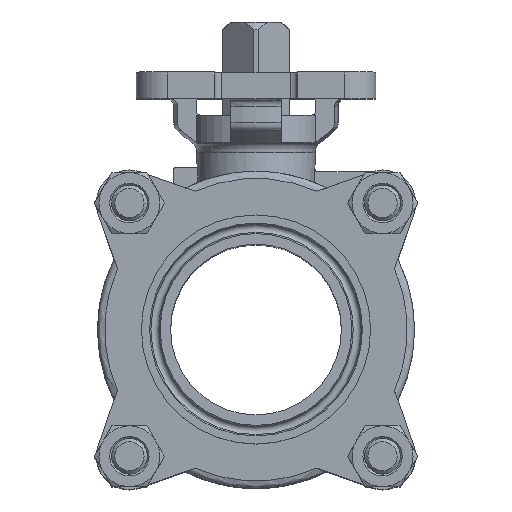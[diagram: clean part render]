
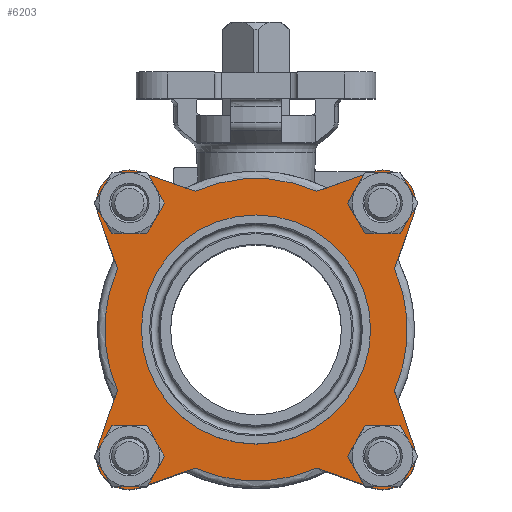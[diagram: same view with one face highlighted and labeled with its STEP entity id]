
A CAD part, top view. The second image highlights one B-rep face of the part: STEP entity #6203.
In plain terms, the highlighted planar face has unit normal (0, 0, 1).
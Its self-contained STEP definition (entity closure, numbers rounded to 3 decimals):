
#277=LINE('',#10650,#555);
#278=LINE('',#10654,#556);
#279=LINE('',#10655,#557);
#280=LINE('',#10659,#558);
#281=LINE('',#10660,#559);
#282=LINE('',#10664,#560);
#283=LINE('',#10665,#561);
#284=LINE('',#10669,#562);
#555=VECTOR('',#8014,1000.);
#556=VECTOR('',#8017,1000.);
#557=VECTOR('',#8018,1000.);
#558=VECTOR('',#8021,1000.);
#559=VECTOR('',#8022,1000.);
#560=VECTOR('',#8025,1000.);
#561=VECTOR('',#8026,1000.);
#562=VECTOR('',#8029,1000.);
#1702=ORIENTED_EDGE('',*,*,#3464,.F.);
#1703=ORIENTED_EDGE('',*,*,#3465,.F.);
#1704=ORIENTED_EDGE('',*,*,#3466,.F.);
#1705=ORIENTED_EDGE('',*,*,#3467,.F.);
#1706=ORIENTED_EDGE('',*,*,#3468,.F.);
#1707=ORIENTED_EDGE('',*,*,#3469,.T.);
#1708=ORIENTED_EDGE('',*,*,#3470,.T.);
#1709=ORIENTED_EDGE('',*,*,#3471,.T.);
#1710=ORIENTED_EDGE('',*,*,#3156,.F.);
#1711=ORIENTED_EDGE('',*,*,#3472,.T.);
#1712=ORIENTED_EDGE('',*,*,#3473,.T.);
#1713=ORIENTED_EDGE('',*,*,#3474,.T.);
#1714=ORIENTED_EDGE('',*,*,#3162,.F.);
#1715=ORIENTED_EDGE('',*,*,#3475,.T.);
#1716=ORIENTED_EDGE('',*,*,#3476,.T.);
#1717=ORIENTED_EDGE('',*,*,#3477,.T.);
#1718=ORIENTED_EDGE('',*,*,#3166,.F.);
#1719=ORIENTED_EDGE('',*,*,#3478,.T.);
#1720=ORIENTED_EDGE('',*,*,#3479,.T.);
#1721=ORIENTED_EDGE('',*,*,#3480,.T.);
#1722=ORIENTED_EDGE('',*,*,#3481,.T.);
#3156=EDGE_CURVE('',#4037,#4039,#4580,.T.);
#3162=EDGE_CURVE('',#4044,#4042,#4583,.T.);
#3166=EDGE_CURVE('',#4048,#4046,#4585,.T.);
#3464=EDGE_CURVE('',#4275,#4275,#4699,.T.);
#3465=EDGE_CURVE('',#4276,#4276,#4700,.T.);
#3466=EDGE_CURVE('',#4277,#4277,#4701,.T.);
#3467=EDGE_CURVE('',#4278,#4278,#4702,.T.);
#3468=EDGE_CURVE('',#4279,#4280,#4703,.T.);
#3469=EDGE_CURVE('',#4279,#4281,#277,.T.);
#3470=EDGE_CURVE('',#4281,#4282,#4704,.T.);
#3471=EDGE_CURVE('',#4282,#4039,#278,.T.);
#3472=EDGE_CURVE('',#4037,#4283,#279,.T.);
#3473=EDGE_CURVE('',#4283,#4284,#4705,.T.);
#3474=EDGE_CURVE('',#4284,#4042,#280,.T.);
#3475=EDGE_CURVE('',#4044,#4285,#281,.T.);
#3476=EDGE_CURVE('',#4285,#4286,#4706,.T.);
#3477=EDGE_CURVE('',#4286,#4046,#282,.T.);
#3478=EDGE_CURVE('',#4048,#4287,#283,.T.);
#3479=EDGE_CURVE('',#4287,#4288,#4707,.T.);
#3480=EDGE_CURVE('',#4288,#4280,#284,.T.);
#3481=EDGE_CURVE('',#4289,#4289,#4708,.T.);
#4037=VERTEX_POINT('',#9763);
#4039=VERTEX_POINT('',#9766);
#4042=VERTEX_POINT('',#9783);
#4044=VERTEX_POINT('',#9792);
#4046=VERTEX_POINT('',#9802);
#4048=VERTEX_POINT('',#9811);
#4275=VERTEX_POINT('',#10640);
#4276=VERTEX_POINT('',#10642);
#4277=VERTEX_POINT('',#10644);
#4278=VERTEX_POINT('',#10646);
#4279=VERTEX_POINT('',#10648);
#4280=VERTEX_POINT('',#10649);
#4281=VERTEX_POINT('',#10651);
#4282=VERTEX_POINT('',#10653);
#4283=VERTEX_POINT('',#10656);
#4284=VERTEX_POINT('',#10658);
#4285=VERTEX_POINT('',#10661);
#4286=VERTEX_POINT('',#10663);
#4287=VERTEX_POINT('',#10666);
#4288=VERTEX_POINT('',#10668);
#4289=VERTEX_POINT('',#10671);
#4580=CIRCLE('',#6632,42.25);
#4583=CIRCLE('',#6636,42.25);
#4585=CIRCLE('',#6639,42.25);
#4699=CIRCLE('',#6812,8.);
#4700=CIRCLE('',#6813,8.);
#4701=CIRCLE('',#6814,8.);
#4702=CIRCLE('',#6815,8.);
#4703=CIRCLE('',#6816,42.25);
#4704=CIRCLE('',#6817,9.25);
#4705=CIRCLE('',#6818,9.25);
#4706=CIRCLE('',#6819,9.25);
#4707=CIRCLE('',#6820,9.25);
#4708=CIRCLE('',#6821,30.35);
#5007=EDGE_LOOP('',(#1702));
#5008=EDGE_LOOP('',(#1703));
#5009=EDGE_LOOP('',(#1704));
#5010=EDGE_LOOP('',(#1705));
#5011=EDGE_LOOP('',(#1706,#1707,#1708,#1709,#1710,#1711,#1712,#1713,#1714,
#1715,#1716,#1717,#1718,#1719,#1720,#1721));
#5012=EDGE_LOOP('',(#1722));
#5540=FACE_BOUND('',#5007,.T.);
#5541=FACE_BOUND('',#5008,.T.);
#5542=FACE_BOUND('',#5009,.T.);
#5543=FACE_BOUND('',#5010,.T.);
#5544=FACE_BOUND('',#5011,.T.);
#5545=FACE_BOUND('',#5012,.T.);
#5951=PLANE('',#6811);
#6203=ADVANCED_FACE('',(#5540,#5541,#5542,#5543,#5544,#5545),#5951,.F.);
#6632=AXIS2_PLACEMENT_3D('',#9765,#7536,#7537);
#6636=AXIS2_PLACEMENT_3D('',#9793,#7544,#7545);
#6639=AXIS2_PLACEMENT_3D('',#9812,#7550,#7551);
#6811=AXIS2_PLACEMENT_3D('',#10638,#8002,#8003);
#6812=AXIS2_PLACEMENT_3D('',#10639,#8004,#8005);
#6813=AXIS2_PLACEMENT_3D('',#10641,#8006,#8007);
#6814=AXIS2_PLACEMENT_3D('',#10643,#8008,#8009);
#6815=AXIS2_PLACEMENT_3D('',#10645,#8010,#8011);
#6816=AXIS2_PLACEMENT_3D('',#10647,#8012,#8013);
#6817=AXIS2_PLACEMENT_3D('',#10652,#8015,#8016);
#6818=AXIS2_PLACEMENT_3D('',#10657,#8019,#8020);
#6819=AXIS2_PLACEMENT_3D('',#10662,#8023,#8024);
#6820=AXIS2_PLACEMENT_3D('',#10667,#8027,#8028);
#6821=AXIS2_PLACEMENT_3D('',#10670,#8030,#8031);
#7536=DIRECTION('',(0.,0.,-1.));
#7537=DIRECTION('',(-1.,0.,0.));
#7544=DIRECTION('',(0.,0.,-1.));
#7545=DIRECTION('',(-1.,0.,0.));
#7550=DIRECTION('',(0.,0.,-1.));
#7551=DIRECTION('',(-1.,0.,0.));
#8002=DIRECTION('',(0.,0.,-1.));
#8003=DIRECTION('',(-1.,0.,0.));
#8004=DIRECTION('',(0.,0.,1.));
#8005=DIRECTION('',(1.,0.,0.));
#8006=DIRECTION('',(0.,0.,1.));
#8007=DIRECTION('',(1.,0.,0.));
#8008=DIRECTION('',(0.,0.,1.));
#8009=DIRECTION('',(1.,0.,0.));
#8010=DIRECTION('',(0.,0.,1.));
#8011=DIRECTION('',(1.,0.,0.));
#8012=DIRECTION('',(0.,0.,-1.));
#8013=DIRECTION('',(-1.,0.,0.));
#8014=DIRECTION('',(-0.943,0.334,0.));
#8015=DIRECTION('',(0.,0.,1.));
#8016=DIRECTION('',(1.,0.,0.));
#8017=DIRECTION('',(0.334,-0.943,0.));
#8018=DIRECTION('',(-0.334,-0.943,0.));
#8019=DIRECTION('',(0.,0.,1.));
#8020=DIRECTION('',(1.,0.,0.));
#8021=DIRECTION('',(0.943,0.334,0.));
#8022=DIRECTION('',(0.943,-0.334,0.));
#8023=DIRECTION('',(0.,0.,1.));
#8024=DIRECTION('',(1.,0.,0.));
#8025=DIRECTION('',(-0.334,0.943,0.));
#8026=DIRECTION('',(0.334,0.943,0.));
#8027=DIRECTION('',(0.,0.,1.));
#8028=DIRECTION('',(1.,0.,0.));
#8029=DIRECTION('',(-0.943,-0.334,0.));
#8030=DIRECTION('',(0.,0.,-1.));
#8031=DIRECTION('',(-1.,0.,0.));
#9763=CARTESIAN_POINT('',(-38.673,-17.014,45.8));
#9765=CARTESIAN_POINT('',(0.,0.,45.8));
#9766=CARTESIAN_POINT('',(-38.673,17.014,45.8));
#9783=CARTESIAN_POINT('',(-17.014,-38.673,45.8));
#9792=CARTESIAN_POINT('',(17.014,-38.673,45.8));
#9793=CARTESIAN_POINT('',(0.,0.,45.8));
#9802=CARTESIAN_POINT('',(38.673,-17.014,45.8));
#9811=CARTESIAN_POINT('',(38.673,17.014,45.8));
#9812=CARTESIAN_POINT('',(0.,0.,45.8));
#10638=CARTESIAN_POINT('',(0.,0.,45.8));
#10639=CARTESIAN_POINT('',(35.355,-35.355,45.8));
#10640=CARTESIAN_POINT('',(43.355,-35.355,45.8));
#10641=CARTESIAN_POINT('',(-35.355,-35.355,45.8));
#10642=CARTESIAN_POINT('',(-27.355,-35.355,45.8));
#10643=CARTESIAN_POINT('',(-35.355,35.355,45.8));
#10644=CARTESIAN_POINT('',(-27.355,35.355,45.8));
#10645=CARTESIAN_POINT('',(35.355,35.355,45.8));
#10646=CARTESIAN_POINT('',(43.355,35.355,45.8));
#10647=CARTESIAN_POINT('',(0.,0.,45.8));
#10648=CARTESIAN_POINT('',(-17.014,38.673,45.8));
#10649=CARTESIAN_POINT('',(17.014,38.673,45.8));
#10650=CARTESIAN_POINT('',(0.,32.648,45.8));
#10651=CARTESIAN_POINT('',(-32.268,44.075,45.8));
#10652=CARTESIAN_POINT('',(-35.355,35.355,45.8));
#10653=CARTESIAN_POINT('',(-44.075,32.268,45.8));
#10654=CARTESIAN_POINT('',(-44.075,32.268,45.8));
#10655=CARTESIAN_POINT('',(-32.648,0.,45.8));
#10656=CARTESIAN_POINT('',(-44.075,-32.268,45.8));
#10657=CARTESIAN_POINT('',(-35.355,-35.355,45.8));
#10658=CARTESIAN_POINT('',(-32.268,-44.075,45.8));
#10659=CARTESIAN_POINT('',(-32.268,-44.075,45.8));
#10660=CARTESIAN_POINT('',(0.,-32.648,45.8));
#10661=CARTESIAN_POINT('',(32.268,-44.075,45.8));
#10662=CARTESIAN_POINT('',(35.355,-35.355,45.8));
#10663=CARTESIAN_POINT('',(44.075,-32.268,45.8));
#10664=CARTESIAN_POINT('',(44.075,-32.268,45.8));
#10665=CARTESIAN_POINT('',(32.648,0.,45.8));
#10666=CARTESIAN_POINT('',(44.075,32.268,45.8));
#10667=CARTESIAN_POINT('',(35.355,35.355,45.8));
#10668=CARTESIAN_POINT('',(32.268,44.075,45.8));
#10669=CARTESIAN_POINT('',(32.268,44.075,45.8));
#10670=CARTESIAN_POINT('',(0.,0.,45.8));
#10671=CARTESIAN_POINT('',(-30.35,0.,45.8));
